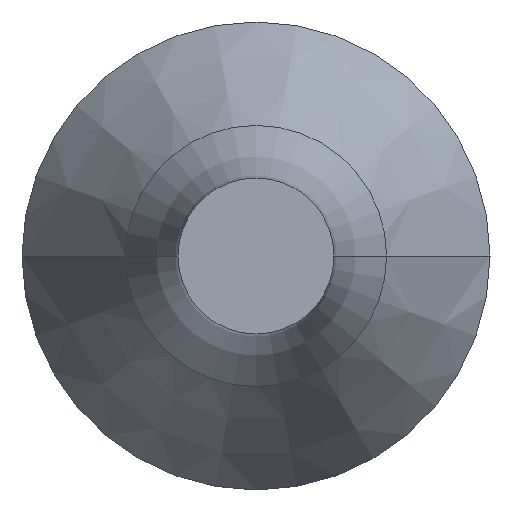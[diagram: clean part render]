
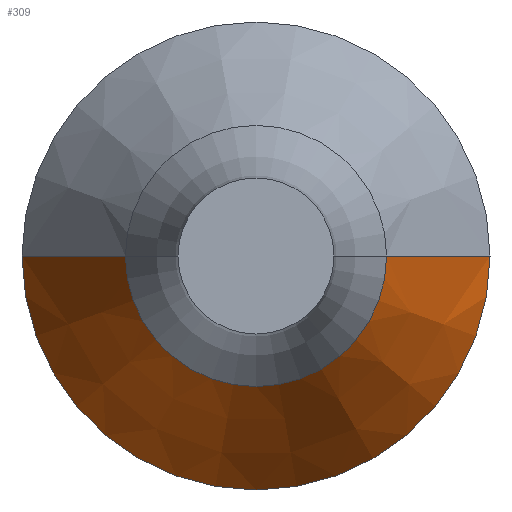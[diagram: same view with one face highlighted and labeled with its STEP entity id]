
A CAD part, left-side view. The second image highlights one B-rep face of the part: STEP entity #309.
In plain terms, the highlighted conical face has half-angle 30 degrees and reference radius 2.337 mm.
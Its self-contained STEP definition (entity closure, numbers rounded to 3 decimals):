
#80=CARTESIAN_POINT('',(11.704,0.,0.));
#81=DIRECTION('',(-1.,0.,0.));
#82=DIRECTION('',(0.,1.,0.));
#83=AXIS2_PLACEMENT_3D('',#80,#81,#82);
#85=DIRECTION('',(-0.866,-0.5,0.));
#86=VECTOR('',#85,2.651);
#87=CARTESIAN_POINT('',(14.,3.,0.));
#88=LINE('',#87,#86);
#89=DIRECTION('',(-0.866,0.5,0.));
#90=VECTOR('',#89,2.651);
#91=CARTESIAN_POINT('',(14.,-3.,0.));
#92=LINE('',#91,#90);
#93=CARTESIAN_POINT('',(14.,0.,0.));
#94=DIRECTION('',(-1.,0.,0.));
#95=DIRECTION('',(0.,1.,0.));
#96=AXIS2_PLACEMENT_3D('',#93,#94,#95);
#139=CARTESIAN_POINT('',(14.,3.,0.));
#140=CARTESIAN_POINT('',(11.704,1.675,0.));
#141=VERTEX_POINT('',#139);
#142=VERTEX_POINT('',#140);
#151=CARTESIAN_POINT('',(14.,-3.,0.));
#152=CARTESIAN_POINT('',(11.704,-1.675,0.));
#153=VERTEX_POINT('',#151);
#154=VERTEX_POINT('',#152);
#295=CARTESIAN_POINT('',(12.852,0.,0.));
#296=DIRECTION('',(1.,0.,0.));
#297=DIRECTION('',(0.,-1.,0.));
#298=AXIS2_PLACEMENT_3D('',#295,#296,#297);
#299=CONICAL_SURFACE('',#298,2.337,30.);
#301=ORIENTED_EDGE('',*,*,#300,.T.);
#302=ORIENTED_EDGE('',*,*,#290,.T.);
#304=ORIENTED_EDGE('',*,*,#303,.F.);
#306=ORIENTED_EDGE('',*,*,#305,.F.);
#307=EDGE_LOOP('',(#301,#302,#304,#306));
#308=FACE_OUTER_BOUND('',#307,.F.);
#309=ADVANCED_FACE('',(#308),#299,.T.);
#84=CIRCLE('',#83,1.675);
#97=CIRCLE('',#96,3.);
#290=EDGE_CURVE('',#142,#154,#84,.T.);
#300=EDGE_CURVE('',#141,#142,#88,.T.);
#303=EDGE_CURVE('',#153,#154,#92,.T.);
#305=EDGE_CURVE('',#141,#153,#97,.T.);
